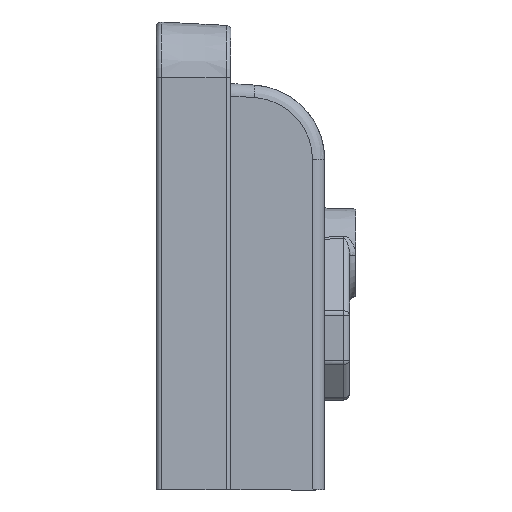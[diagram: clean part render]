
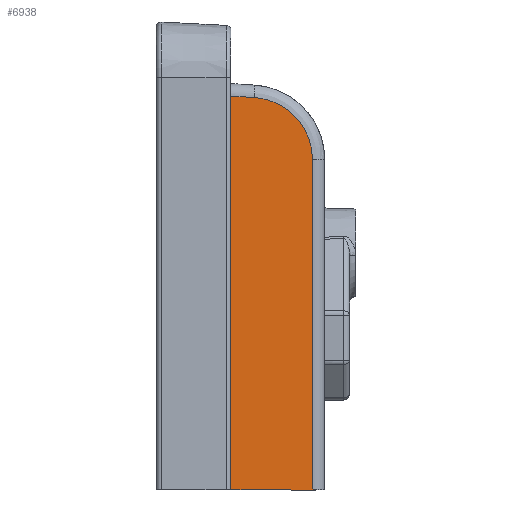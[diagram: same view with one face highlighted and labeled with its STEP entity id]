
A CAD part, left-side view. The second image highlights one B-rep face of the part: STEP entity #6938.
In plain terms, the highlighted planar face has unit normal (-1, -0.027, 0).
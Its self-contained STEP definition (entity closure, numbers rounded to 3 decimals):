
#52 = CARTESIAN_POINT ( 'NONE',  ( -228.03, -125.269, -187.5 ) ) ;
#663 = VECTOR ( 'NONE', #8888, 1000. ) ;
#1364 = VERTEX_POINT ( 'NONE', #7588 ) ;
#1540 = EDGE_LOOP ( 'NONE', ( #3745, #3225, #5025, #5188, #9279 ) ) ;
#1788 = DIRECTION ( 'NONE',  ( 0., 0., -1. ) ) ;
#1792 = VERTEX_POINT ( 'NONE', #7136 ) ;
#1852 = DIRECTION ( 'NONE',  ( -0.027, 1., 0. ) ) ;
#1939 = DIRECTION ( 'NONE',  ( -1., -0.027, 0. ) ) ;
#2260 = CARTESIAN_POINT ( 'NONE',  ( -228.03, -125.269, 76.891 ) ) ;
#2688 = DIRECTION ( 'NONE',  ( 0.027, -1., 0. ) ) ;
#2818 = VERTEX_POINT ( 'NONE', #7943 ) ;
#2998 = CARTESIAN_POINT ( 'NONE',  ( -228.542, -106.245, 124.997 ) ) ;
#3225 = ORIENTED_EDGE ( 'NONE', *, *, #9367, .T. ) ;
#3491 = EDGE_CURVE ( 'NONE', #3790, #1792, #5912, .T. ) ;
#3506 =( BOUNDED_CURVE ( )  B_SPLINE_CURVE ( 3, ( #2260, #4445, #2998, #9110 ),
 .UNSPECIFIED., .F., .T. ) 
 B_SPLINE_CURVE_WITH_KNOTS ( ( 4, 4 ),
 ( 3.142, 4.648 ),
 .UNSPECIFIED. ) 
 CURVE ( )  GEOMETRIC_REPRESENTATION_ITEM ( )  RATIONAL_B_SPLINE_CURVE ( ( 1., 0.82, 0.82, 1. ) ) 
 REPRESENTATION_ITEM ( '' )  );
#3640 = CARTESIAN_POINT ( 'NONE',  ( -229.895, -55.893, -187.5 ) ) ;
#3643 = CARTESIAN_POINT ( 'NONE',  ( -231.004, -14.655, 130.906 ) ) ;
#3745 = ORIENTED_EDGE ( 'NONE', *, *, #5729, .T. ) ;
#3790 = VERTEX_POINT ( 'NONE', #52 ) ;
#4039 = LINE ( 'NONE', #6228, #5721 ) ;
#4445 = CARTESIAN_POINT ( 'NONE',  ( -228.03, -125.269, 104.706 ) ) ;
#4997 = VECTOR ( 'NONE', #1788, 1000. ) ;
#5025 = ORIENTED_EDGE ( 'NONE', *, *, #6560, .F. ) ;
#5188 = ORIENTED_EDGE ( 'NONE', *, *, #3491, .T. ) ;
#5721 = VECTOR ( 'NONE', #1852, 1000. ) ;
#5729 = EDGE_CURVE ( 'NONE', #1364, #2818, #6026, .T. ) ;
#5912 = LINE ( 'NONE', #8738, #663 ) ;
#5952 = VERTEX_POINT ( 'NONE', #3640 ) ;
#6026 = LINE ( 'NONE', #3643, #6755 ) ;
#6228 = CARTESIAN_POINT ( 'NONE',  ( -227.5, -145., -187.5 ) ) ;
#6413 = CARTESIAN_POINT ( 'NONE',  ( -231.231, -6.216, 0. ) ) ;
#6422 = CARTESIAN_POINT ( 'NONE',  ( -229.895, -55.893, -187.5 ) ) ;
#6463 = EDGE_CURVE ( 'NONE', #1792, #1364, #3506, .T. ) ;
#6560 = EDGE_CURVE ( 'NONE', #3790, #5952, #4039, .T. ) ;
#6677 = DIRECTION ( 'NONE',  ( -0.027, 0.998, 0.064 ) ) ;
#6755 = VECTOR ( 'NONE', #6677, 1000. ) ;
#6938 = ADVANCED_FACE ( 'NONE', ( #7212 ), #9594, .T. ) ;
#7136 = CARTESIAN_POINT ( 'NONE',  ( -228.03, -125.269, 76.891 ) ) ;
#7212 = FACE_OUTER_BOUND ( 'NONE', #1540, .T. ) ;
#7588 = CARTESIAN_POINT ( 'NONE',  ( -229.288, -78.488, 126.788 ) ) ;
#7715 = LINE ( 'NONE', #6422, #4997 ) ;
#7943 = CARTESIAN_POINT ( 'NONE',  ( -229.895, -55.893, 128.245 ) ) ;
#8738 = CARTESIAN_POINT ( 'NONE',  ( -228.03, -125.269, 76.891 ) ) ;
#8888 = DIRECTION ( 'NONE',  ( 0., 0., 1. ) ) ;
#8889 = AXIS2_PLACEMENT_3D ( 'NONE', #6413, #1939, #2688 ) ;
#9110 = CARTESIAN_POINT ( 'NONE',  ( -229.288, -78.488, 126.788 ) ) ;
#9279 = ORIENTED_EDGE ( 'NONE', *, *, #6463, .T. ) ;
#9367 = EDGE_CURVE ( 'NONE', #2818, #5952, #7715, .T. ) ;
#9594 = PLANE ( 'NONE',  #8889 ) ;
